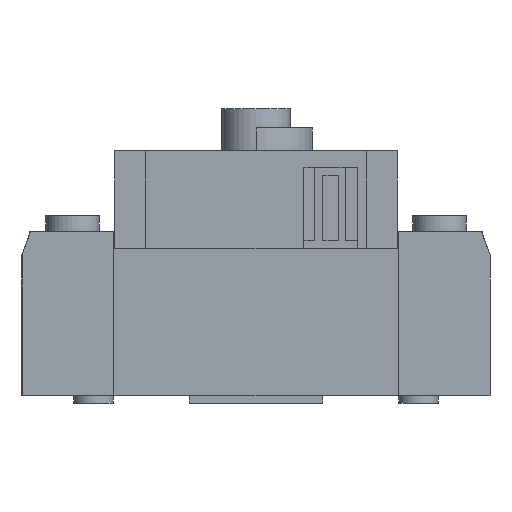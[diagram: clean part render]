
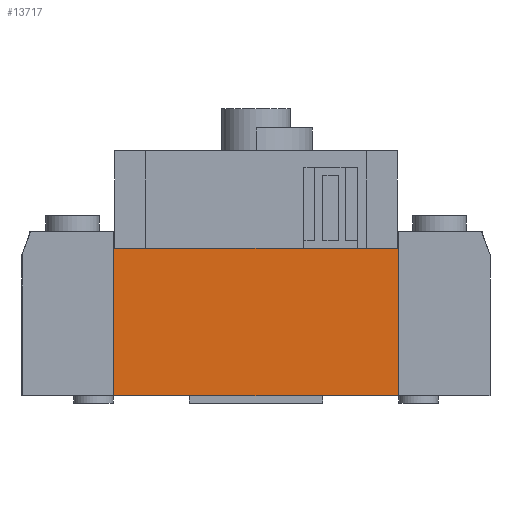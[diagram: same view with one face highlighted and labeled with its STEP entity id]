
A CAD part, left-side view. The second image highlights one B-rep face of the part: STEP entity #13717.
In plain terms, the highlighted planar face has unit normal (-1, 0, 0).
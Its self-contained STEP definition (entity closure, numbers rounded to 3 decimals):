
#10767=CARTESIAN_POINT('',(-211.,-37.2,26.75));
#10768=VERTEX_POINT('',#10767);
#10775=CARTESIAN_POINT('',(-211.,-37.2,-11.75));
#10776=VERTEX_POINT('',#10775);
#10777=CARTESIAN_POINT('',(-211.,-37.2,26.75));
#10778=DIRECTION('',(0.0,0.0,-1.0));
#10779=VECTOR('',#10778,38.5);
#10780=LINE('',#10777,#10779);
#10781=EDGE_CURVE('',#10768,#10776,#10780,.T.);
#13687=CARTESIAN_POINT('',(-211.,0.,7.5));
#13688=DIRECTION('',(-1.0,0.0,0.0));
#13689=DIRECTION('',(0.0,0.0,-1.0));
#13690=AXIS2_PLACEMENT_3D('',#13687,#13688,#13689);
#13691=PLANE('',#13690);
#13692=CARTESIAN_POINT('',(-211.,37.2,-11.75));
#13693=VERTEX_POINT('',#13692);
#13694=CARTESIAN_POINT('',(-211.,37.2,26.75));
#13695=VERTEX_POINT('',#13694);
#13696=CARTESIAN_POINT('',(-211.,37.2,-11.75));
#13697=DIRECTION('',(0.0,0.0,1.0));
#13698=VECTOR('',#13697,38.5);
#13699=LINE('',#13696,#13698);
#13700=EDGE_CURVE('',#13693,#13695,#13699,.T.);
#13701=ORIENTED_EDGE('',*,*,#13700,.F.);
#13702=CARTESIAN_POINT('',(-211.,-37.2,-11.75));
#13703=DIRECTION('',(0.0,1.0,0.0));
#13704=VECTOR('',#13703,74.4);
#13705=LINE('',#13702,#13704);
#13706=EDGE_CURVE('',#10776,#13693,#13705,.T.);
#13707=ORIENTED_EDGE('',*,*,#13706,.F.);
#13708=ORIENTED_EDGE('',*,*,#10781,.F.);
#13709=CARTESIAN_POINT('',(-211.,37.2,26.75));
#13710=DIRECTION('',(0.0,-1.0,0.0));
#13711=VECTOR('',#13710,74.4);
#13712=LINE('',#13709,#13711);
#13713=EDGE_CURVE('',#13695,#10768,#13712,.T.);
#13714=ORIENTED_EDGE('',*,*,#13713,.F.);
#13715=EDGE_LOOP('',(#13701,#13707,#13708,#13714));
#13716=FACE_OUTER_BOUND('',#13715,.T.);
#13717=ADVANCED_FACE('',(#13716),#13691,.T.);
